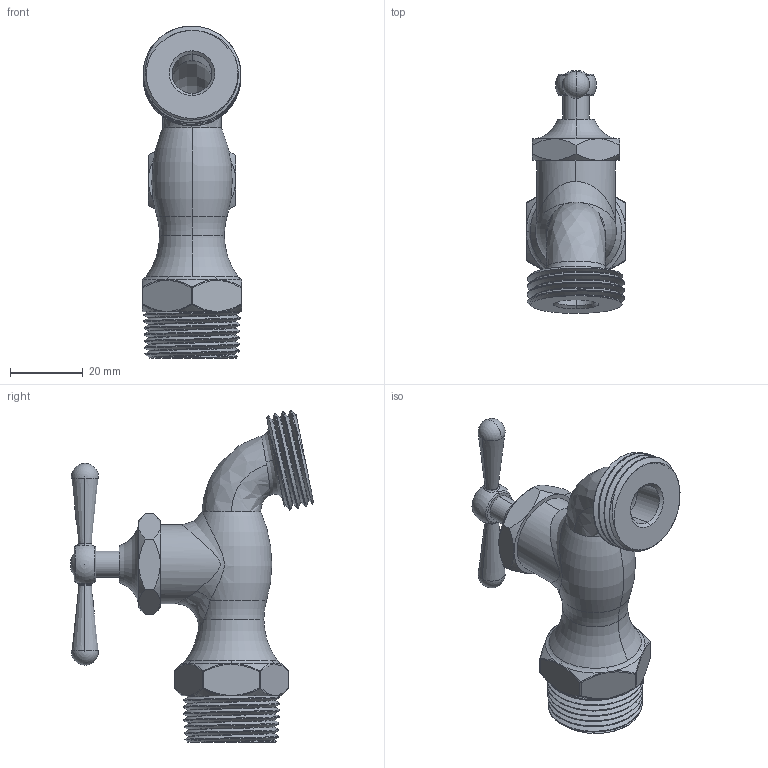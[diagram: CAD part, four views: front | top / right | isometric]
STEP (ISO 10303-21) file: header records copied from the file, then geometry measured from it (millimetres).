
FILE_DESCRIPTION (( 'STEP AP203' ), '1' );
FILE_NAME ('2947K5_Fixed Spout Sink Faucet.STEP', '2022-10-03T16:04:53', ( 'Administrator' ), ( 'Managed by Terraform' ), 'SwSTEP 2.0', 'SolidWorks 2017', '' );
FILE_SCHEMA (( 'CONFIG_CONTROL_DESIGN' ));
Length unit declared in the file: inch
Products named in the file (1): 2947K5_Fixed Spout Sink Faucet
Bounding box: 27.5 x 67 x 91.57 mm (x, y, z)
Volume: 25021.8 mm3; surface area: 22404.2 mm2
Topology: 8 solids, 8 shells, 317 faces, 778 edges, 469 vertices
Faces by surface type: cylinder 75, plane 71, cone 63, torus 45, bspline 45, sphere 18
Entity records: 24841 total; most frequent: CARTESIAN_POINT 17914, ORIENTED_EDGE 1492, DIRECTION 1371, EDGE_CURVE 746, AXIS2_PLACEMENT_3D 602, VERTEX_POINT 459, EDGE_LOOP 345, CIRCLE 329
